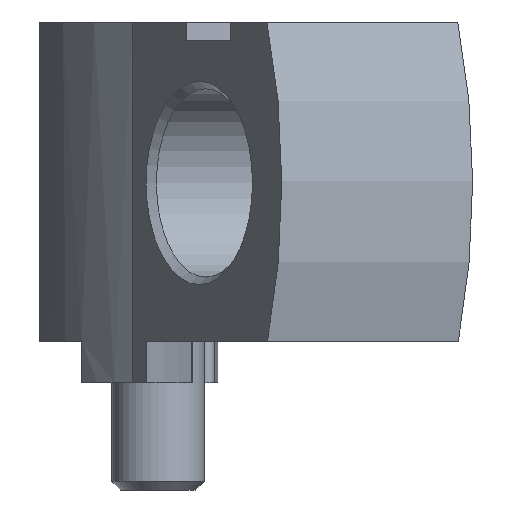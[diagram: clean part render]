
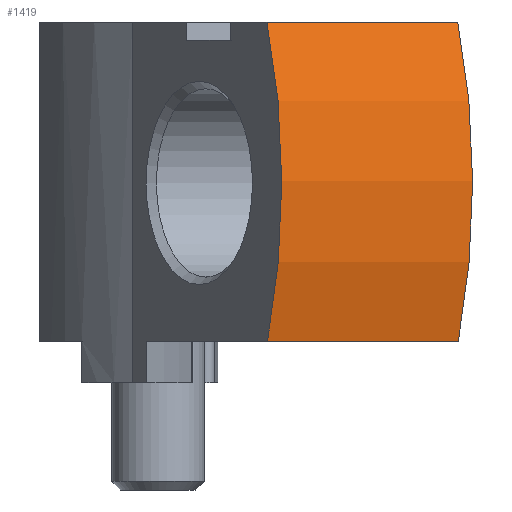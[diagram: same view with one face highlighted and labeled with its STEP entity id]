
A CAD part, left-side view. The second image highlights one B-rep face of the part: STEP entity #1419.
In plain terms, the highlighted cylindrical face has radius 51 mm (diameter 102 mm), a partial arc.
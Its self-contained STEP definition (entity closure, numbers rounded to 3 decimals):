
#83=LINE('',#2297,#179);
#88=LINE('',#2317,#184);
#179=VECTOR('',#1808,1000.);
#184=VECTOR('',#1833,1000.);
#434=ORIENTED_EDGE('',*,*,#711,.T.);
#435=ORIENTED_EDGE('',*,*,#753,.F.);
#436=ORIENTED_EDGE('',*,*,#702,.T.);
#437=ORIENTED_EDGE('',*,*,#743,.T.);
#702=EDGE_CURVE('',#898,#899,#1031,.F.);
#711=EDGE_CURVE('',#907,#908,#1033,.F.);
#743=EDGE_CURVE('',#899,#907,#83,.T.);
#753=EDGE_CURVE('',#898,#908,#88,.T.);
#898=VERTEX_POINT('',#2216);
#899=VERTEX_POINT('',#2217);
#907=VERTEX_POINT('',#2235);
#908=VERTEX_POINT('',#2236);
#1031=CIRCLE('',#1535,51.);
#1033=CIRCLE('',#1538,51.);
#1144=EDGE_LOOP('',(#434,#435,#436,#437));
#1268=FACE_BOUND('',#1144,.T.);
#1375=CYLINDRICAL_SURFACE('',#1580,51.);
#1419=ADVANCED_FACE('',(#1268),#1375,.T.);
#1535=AXIS2_PLACEMENT_3D('',#2215,#1736,#1737);
#1538=AXIS2_PLACEMENT_3D('',#2234,#1749,#1750);
#1580=AXIS2_PLACEMENT_3D('',#2338,#1864,#1865);
#1736=DIRECTION('',(0.,1.,0.));
#1737=DIRECTION('',(0.,0.,1.));
#1749=DIRECTION('',(0.,-1.,0.));
#1750=DIRECTION('',(0.,0.,-1.));
#1808=DIRECTION('',(0.,-1.,0.));
#1833=DIRECTION('',(0.,-1.,0.));
#1864=DIRECTION('',(0.,-1.,0.));
#1865=DIRECTION('',(0.,0.,-1.));
#2215=CARTESIAN_POINT('',(-9.73,14.6,-17.4));
#2216=CARTESIAN_POINT('',(38.318,14.6,-34.5));
#2217=CARTESIAN_POINT('',(38.21,14.6,0.));
#2234=CARTESIAN_POINT('',(-9.73,-9.6,-17.4));
#2235=CARTESIAN_POINT('',(38.21,-9.6,0.));
#2236=CARTESIAN_POINT('',(38.318,-9.6,-34.5));
#2297=CARTESIAN_POINT('',(38.21,15.,0.));
#2317=CARTESIAN_POINT('',(38.318,15.,-34.5));
#2338=CARTESIAN_POINT('',(-9.73,15.,-17.4));
